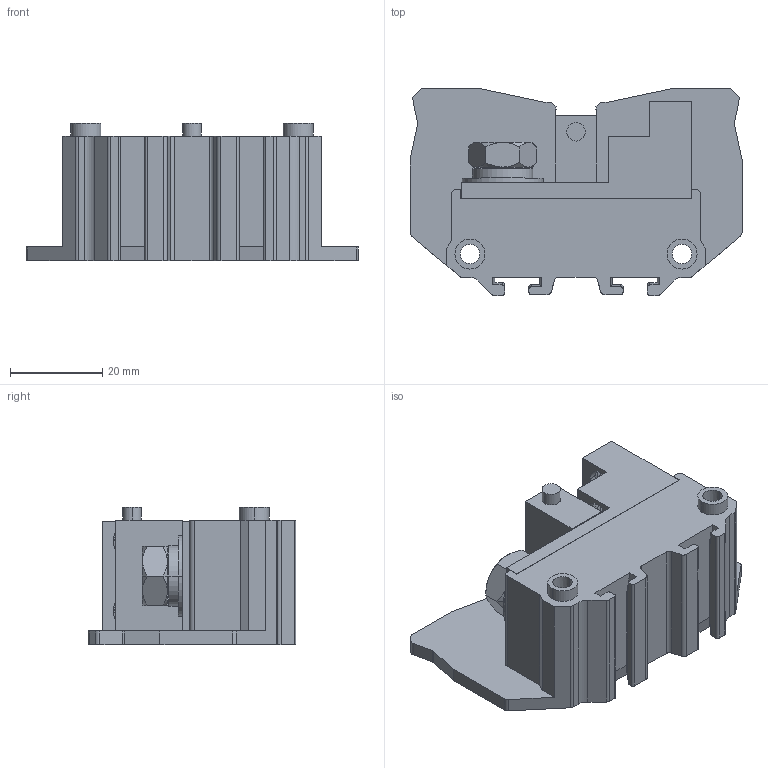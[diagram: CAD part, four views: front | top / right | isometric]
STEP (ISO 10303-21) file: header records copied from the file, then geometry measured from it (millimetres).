
FILE_DESCRIPTION((''),'2;1');
FILE_NAME('5YB574623_SW0001','2023-07-01T',('Administrator'),(''),'PRO/ENGINEER BY PARAMETRIC TECHNOLOGY CORPORATION, 2013230','PRO/ENGINEER BY PARAMETRIC TECHNOLOGY CORPORATION, 2013230','');
FILE_SCHEMA(('CONFIG_CONTROL_DESIGN'));
Products named in the file (1): 5YB574623_SW0001
Bounding box: 72 x 45 x 29.8 mm (x, y, z)
Volume: 42683.3 mm3; surface area: 17224.7 mm2
Topology: 1 solids, 1 shells, 537 faces, 1650 edges, 1047 vertices
Faces by surface type: plane 201, cylinder 200, cone 64, bspline 53, sphere 15, torus 4
Entity records: 38337 total; most frequent: CARTESIAN_POINT 24785, ORIENTED_EDGE 3248, DIRECTION 2249, EDGE_CURVE 1624, VERTEX_POINT 1047, AXIS2_PLACEMENT_3D 784, VECTOR 681, LINE 681
